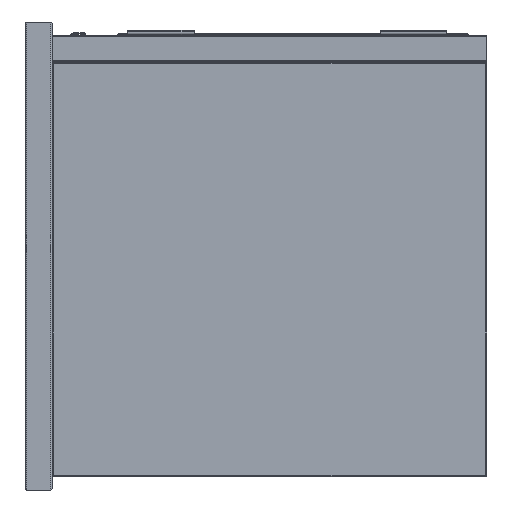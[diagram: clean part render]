
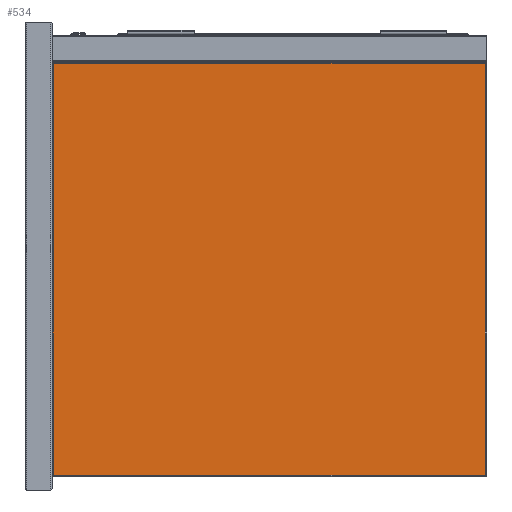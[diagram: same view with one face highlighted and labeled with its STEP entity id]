
A CAD part, left-side view. The second image highlights one B-rep face of the part: STEP entity #534.
In plain terms, the highlighted planar face has unit normal (-1, 0, 0).
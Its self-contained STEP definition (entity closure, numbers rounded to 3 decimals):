
#534 = ADVANCED_FACE ( 'Fl�che7', ( #1149 ), #27613, .T. ) ;
#1149 = FACE_OUTER_BOUND ( 'NONE', #1857, .T. ) ;
#1857 = EDGE_LOOP ( 'NONE', ( #12642, #15371, #19412, #8123 ) ) ;
#3899 = DIRECTION ( 'NONE',  ( 0., 0., 1. ) ) ;
#4488 = LINE ( 'NONE', #4862, #16960 ) ;
#4862 = CARTESIAN_POINT ( 'NONE',  ( -700., -325., -658. ) ) ;
#4896 = CARTESIAN_POINT ( 'NONE',  ( -700., 323., -660. ) ) ;
#6212 = VERTEX_POINT ( 'NONE', #36237 ) ;
#6369 = EDGE_CURVE ( 'NONE', #6212, #25762, #4488, .T. ) ;
#7203 = DIRECTION ( 'NONE',  ( 0., 1., 0. ) ) ;
#7438 = VECTOR ( 'NONE', #7203, 1000. ) ;
#7832 = AXIS2_PLACEMENT_3D ( 'NONE', #30740, #12727, #3899 ) ;
#8123 = ORIENTED_EDGE ( 'NONE', *, *, #6369, .T. ) ;
#8530 = CARTESIAN_POINT ( 'NONE',  ( -700., -323., -658. ) ) ;
#9107 = CARTESIAN_POINT ( 'NONE',  ( -700., -323., -660. ) ) ;
#9721 = CARTESIAN_POINT ( 'NONE',  ( -700., -323., -42. ) ) ;
#10433 = EDGE_CURVE ( 'NONE', #17262, #6212, #13748, .T. ) ;
#11979 = VECTOR ( 'NONE', #24178, 1000. ) ;
#12642 = ORIENTED_EDGE ( 'NONE', *, *, #23210, .T. ) ;
#12727 = DIRECTION ( 'NONE',  ( -1., 0., 0. ) ) ;
#13748 = LINE ( 'NONE', #4896, #24087 ) ;
#15371 = ORIENTED_EDGE ( 'NONE', *, *, #36165, .T. ) ;
#16418 = CARTESIAN_POINT ( 'NONE',  ( -700., 325., -42. ) ) ;
#16960 = VECTOR ( 'NONE', #34471, 1000. ) ;
#17262 = VERTEX_POINT ( 'NONE', #25788 ) ;
#19412 = ORIENTED_EDGE ( 'NONE', *, *, #10433, .T. ) ;
#23210 = EDGE_CURVE ( 'NONE', #25762, #34148, #33379, .T. ) ;
#24087 = VECTOR ( 'NONE', #34689, 1000. ) ;
#24178 = DIRECTION ( 'NONE',  ( 0., 0., 1. ) ) ;
#25762 = VERTEX_POINT ( 'NONE', #8530 ) ;
#25788 = CARTESIAN_POINT ( 'NONE',  ( -700., 323., -42. ) ) ;
#27613 = PLANE ( 'NONE',  #7832 ) ;
#30740 = CARTESIAN_POINT ( 'NONE',  ( -700., -325., -660. ) ) ;
#33379 = LINE ( 'NONE', #9107, #11979 ) ;
#34148 = VERTEX_POINT ( 'NONE', #9721 ) ;
#34471 = DIRECTION ( 'NONE',  ( 0., -1., 0. ) ) ;
#34623 = LINE ( 'NONE', #16418, #7438 ) ;
#34689 = DIRECTION ( 'NONE',  ( 0., 0., -1. ) ) ;
#36165 = EDGE_CURVE ( 'NONE', #34148, #17262, #34623, .T. ) ;
#36237 = CARTESIAN_POINT ( 'NONE',  ( -700., 323., -658. ) ) ;
